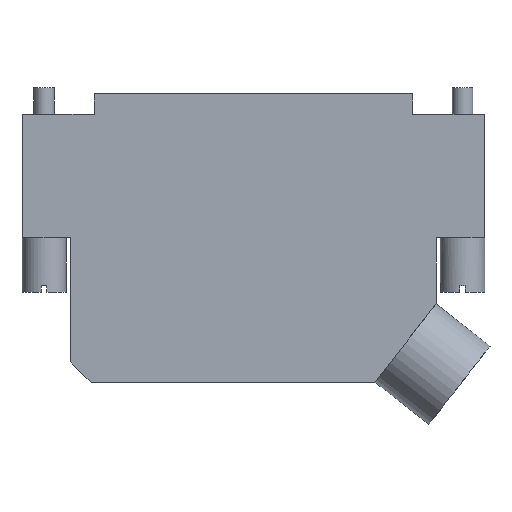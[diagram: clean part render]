
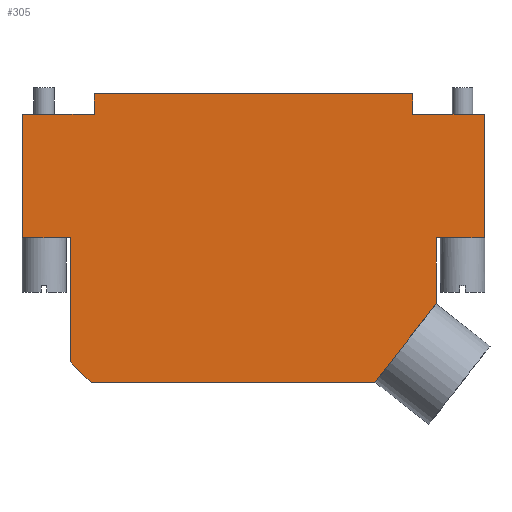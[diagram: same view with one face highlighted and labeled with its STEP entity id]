
A CAD part, front view. The second image highlights one B-rep face of the part: STEP entity #305.
In plain terms, the highlighted planar face has unit normal (0, -1, 0).
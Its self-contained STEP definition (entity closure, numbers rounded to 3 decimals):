
#305=ADVANCED_FACE('',(#400),#353,.T.);
#353=PLANE('',#1619);
#400=FACE_OUTER_BOUND('',#458,.T.);
#458=EDGE_LOOP('',(#633,#634,#635,#636,#637,#638,#639,#640,#641,#642,#643,
#644,#645,#646));
#633=ORIENTED_EDGE('',*,*,#944,.T.);
#634=ORIENTED_EDGE('',*,*,#941,.T.);
#635=ORIENTED_EDGE('',*,*,#933,.F.);
#636=ORIENTED_EDGE('',*,*,#936,.T.);
#637=ORIENTED_EDGE('',*,*,#945,.T.);
#638=ORIENTED_EDGE('',*,*,#946,.F.);
#639=ORIENTED_EDGE('',*,*,#917,.F.);
#640=ORIENTED_EDGE('',*,*,#895,.F.);
#641=ORIENTED_EDGE('',*,*,#892,.F.);
#642=ORIENTED_EDGE('',*,*,#889,.F.);
#643=ORIENTED_EDGE('',*,*,#886,.F.);
#644=ORIENTED_EDGE('',*,*,#883,.F.);
#645=ORIENTED_EDGE('',*,*,#879,.F.);
#646=ORIENTED_EDGE('',*,*,#947,.F.);
#779=VERTEX_POINT('',#2060);
#780=VERTEX_POINT('',#2062);
#783=VERTEX_POINT('',#2070);
#785=VERTEX_POINT('',#2076);
#787=VERTEX_POINT('',#2082);
#789=VERTEX_POINT('',#2088);
#791=VERTEX_POINT('',#2094);
#806=VERTEX_POINT('',#2139);
#817=VERTEX_POINT('',#2170);
#818=VERTEX_POINT('',#2172);
#820=VERTEX_POINT('',#2177);
#823=VERTEX_POINT('',#2188);
#825=VERTEX_POINT('',#2194);
#826=VERTEX_POINT('',#2196);
#879=EDGE_CURVE('',#779,#780,#1097,.T.);
#883=EDGE_CURVE('',#780,#783,#1101,.T.);
#886=EDGE_CURVE('',#783,#785,#1104,.T.);
#889=EDGE_CURVE('',#785,#787,#1107,.T.);
#892=EDGE_CURVE('',#787,#789,#1110,.T.);
#895=EDGE_CURVE('',#789,#791,#1113,.T.);
#917=EDGE_CURVE('',#791,#806,#1127,.T.);
#933=EDGE_CURVE('',#817,#818,#1141,.T.);
#936=EDGE_CURVE('',#817,#820,#1144,.T.);
#941=EDGE_CURVE('',#823,#818,#1149,.T.);
#944=EDGE_CURVE('',#825,#823,#1152,.T.);
#945=EDGE_CURVE('',#820,#826,#1153,.T.);
#946=EDGE_CURVE('',#806,#826,#1154,.T.);
#947=EDGE_CURVE('',#825,#779,#1155,.T.);
#1097=LINE('',#2061,#1226);
#1101=LINE('',#2069,#1230);
#1104=LINE('',#2075,#1233);
#1107=LINE('',#2081,#1236);
#1110=LINE('',#2087,#1239);
#1113=LINE('',#2093,#1242);
#1127=LINE('',#2138,#1256);
#1141=LINE('',#2171,#1270);
#1144=LINE('',#2178,#1273);
#1149=LINE('',#2187,#1278);
#1152=LINE('',#2193,#1281);
#1153=LINE('',#2195,#1282);
#1154=LINE('',#2197,#1283);
#1155=LINE('',#2198,#1284);
#1226=VECTOR('',#1733,1.);
#1230=VECTOR('',#1739,1.);
#1233=VECTOR('',#1744,1.);
#1236=VECTOR('',#1749,1.);
#1239=VECTOR('',#1754,1.);
#1242=VECTOR('',#1759,1.);
#1256=VECTOR('',#1805,1.);
#1270=VECTOR('',#1833,1.);
#1273=VECTOR('',#1838,1.);
#1278=VECTOR('',#1847,1.);
#1281=VECTOR('',#1852,1.);
#1282=VECTOR('',#1853,1.);
#1283=VECTOR('',#1854,1.);
#1284=VECTOR('',#1855,1.);
#1619=AXIS2_PLACEMENT_3D('',#2199,#1856,#1857);
#1733=DIRECTION('',(-1.,0.,0.));
#1739=DIRECTION('',(0.,0.,-1.));
#1744=DIRECTION('',(-0.616,0.,-0.788));
#1749=DIRECTION('',(-1.,0.,0.));
#1754=DIRECTION('',(-0.707,0.,0.707));
#1759=DIRECTION('',(0.,0.,1.));
#1805=DIRECTION('',(-1.,0.,0.));
#1833=DIRECTION('',(1.,0.,0.));
#1838=DIRECTION('',(0.,0.,-1.));
#1847=DIRECTION('',(0.,0.,1.));
#1852=DIRECTION('',(-1.,0.,0.));
#1853=DIRECTION('',(-1.,0.,0.));
#1854=DIRECTION('',(0.,0.,1.));
#1855=DIRECTION('',(0.,0.,-1.));
#1856=DIRECTION('',(0.,-1.,0.));
#1857=DIRECTION('',(1.,0.,0.));
#2060=CARTESIAN_POINT('',(33.705,-9.5,-18.2));
#2061=CARTESIAN_POINT('',(33.705,-9.5,-18.2));
#2062=CARTESIAN_POINT('',(26.7,-9.5,-18.2));
#2069=CARTESIAN_POINT('',(26.7,-9.5,-18.2));
#2070=CARTESIAN_POINT('',(26.7,-9.5,-27.831));
#2075=CARTESIAN_POINT('',(26.7,-9.5,-27.831));
#2076=CARTESIAN_POINT('',(17.7,-9.5,-39.35));
#2081=CARTESIAN_POINT('',(17.7,-9.5,-39.35));
#2082=CARTESIAN_POINT('',(-23.7,-9.5,-39.35));
#2087=CARTESIAN_POINT('',(-23.7,-9.5,-39.35));
#2088=CARTESIAN_POINT('',(-26.7,-9.5,-36.35));
#2093=CARTESIAN_POINT('',(-26.7,-9.5,-36.35));
#2094=CARTESIAN_POINT('',(-26.7,-9.5,-18.2));
#2138=CARTESIAN_POINT('',(-26.7,-9.5,-18.2));
#2139=CARTESIAN_POINT('',(-33.705,-9.5,-18.2));
#2170=CARTESIAN_POINT('',(-23.25,-9.5,2.8));
#2171=CARTESIAN_POINT('',(-23.25,-9.5,2.8));
#2172=CARTESIAN_POINT('',(23.25,-9.5,2.8));
#2177=CARTESIAN_POINT('',(-23.25,-9.5,-0.2));
#2178=CARTESIAN_POINT('',(-23.25,-9.5,2.8));
#2187=CARTESIAN_POINT('',(23.25,-9.5,-0.2));
#2188=CARTESIAN_POINT('',(23.25,-9.5,-0.2));
#2193=CARTESIAN_POINT('',(33.705,-9.5,-0.2));
#2194=CARTESIAN_POINT('',(33.705,-9.5,-0.2));
#2195=CARTESIAN_POINT('',(-23.25,-9.5,-0.2));
#2196=CARTESIAN_POINT('',(-33.705,-9.5,-0.2));
#2197=CARTESIAN_POINT('',(-33.705,-9.5,-18.2));
#2198=CARTESIAN_POINT('',(33.705,-9.5,-0.2));
#2199=CARTESIAN_POINT('',(-37.076,-9.5,-41.458));
